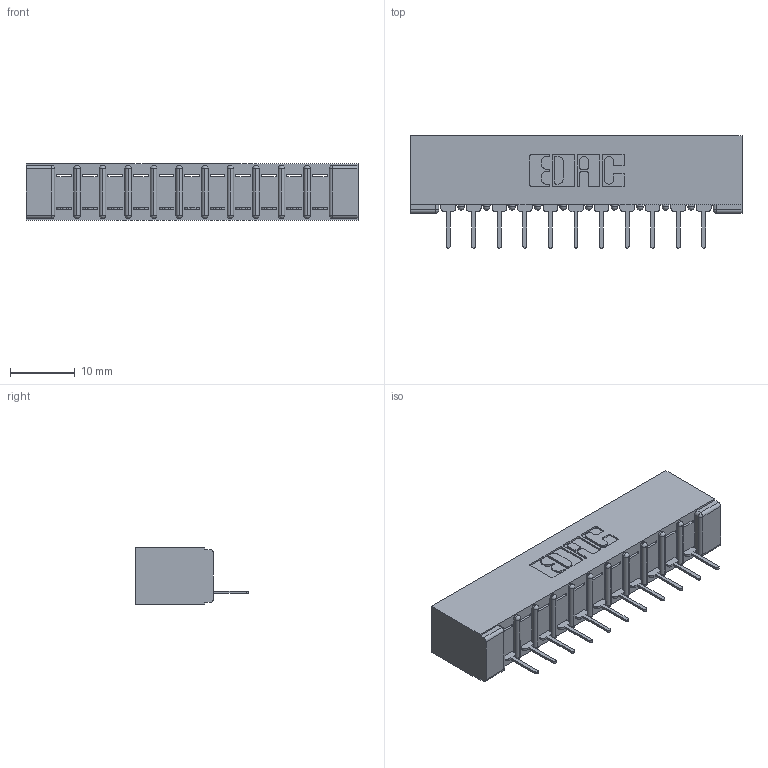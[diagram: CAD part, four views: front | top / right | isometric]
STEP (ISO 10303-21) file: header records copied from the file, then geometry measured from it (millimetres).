
FILE_DESCRIPTION (( 'STEP AP203' ), '1' );
FILE_NAME ('357-011-531-101.STEP', '2019-09-13T19:30:17', ( '' ), ( '' ), 'SwSTEP 2.0', 'SolidWorks 2016', '' );
FILE_SCHEMA (( 'CONFIG_CONTROL_DESIGN' ));
Length unit declared in the file: inch
Products named in the file (3): 357-011-531-101; 307-290-001_531; 307 Part_No Mounting Lugs
Assembly tree (12 placements, depth 2):
  357-011-531-101
    307 Part_No Mounting Lugs
    307-290-001_531  x11
Bounding box: 51.46 x 17.42 x 8.71 mm (x, y, z)
Volume: 3454.9 mm3; surface area: 5142.8 mm2
Topology: 12 solids, 12 shells, 738 faces, 2081 edges, 1338 vertices
Faces by surface type: plane 473, cylinder 241, sphere 24
Entity records: 12942 total; most frequent: CARTESIAN_POINT 2168, ORIENTED_EDGE 2154, DIRECTION 2125, EDGE_CURVE 1077, LINE 815, VECTOR 815, VERTEX_POINT 698, AXIS2_PLACEMENT_3D 655
